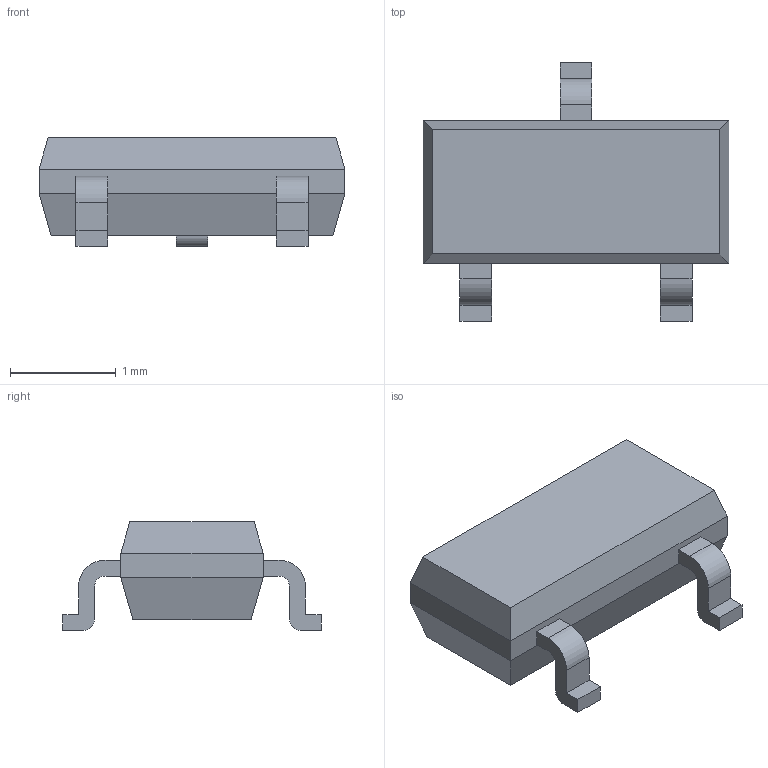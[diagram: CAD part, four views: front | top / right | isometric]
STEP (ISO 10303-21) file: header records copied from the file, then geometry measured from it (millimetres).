
FILE_DESCRIPTION( ( '' ), ' ' );
FILE_NAME( '5a75627e6f325c0ed7171d3c.step', '2018-02-03T07:19:27', ( '' ), ( '' ), ' ', ' ', ' ' );
FILE_SCHEMA( ( 'AUTOMOTIVE_DESIGN { 1 0 10303 214 1 1 1 1 }' ) );
Length unit declared in the file: metre
Products named in the file (4): Open CASCADE STEP translator 6.8 2
Bounding box: 2.9 x 2.45 x 1.03 mm (x, y, z)
Volume: 3.5 mm3; surface area: 16.9 mm2
Topology: 4 solids, 4 shells, 53 faces, 127 edges, 82 vertices
Faces by surface type: plane 44, cylinder 9
Entity records: 2620 total; most frequent: CARTESIAN_POINT 266, DIRECTION 259, ORIENTED_EDGE 254, STYLED_ITEM 180, PRESENTATION_STYLE_ASSIGNMENT 180, COLOUR_RGB 180, EDGE_CURVE 127, CURVE_STYLE 127
